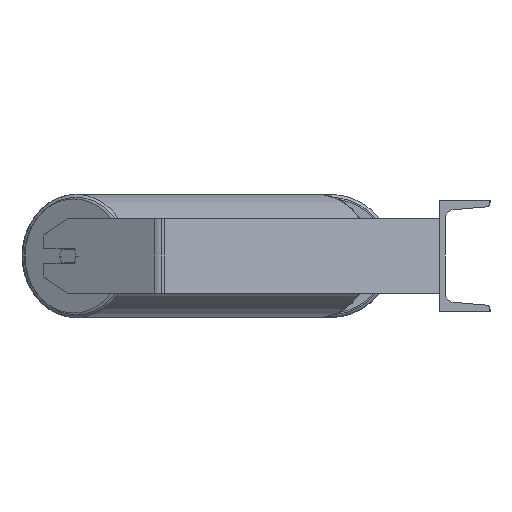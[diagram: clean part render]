
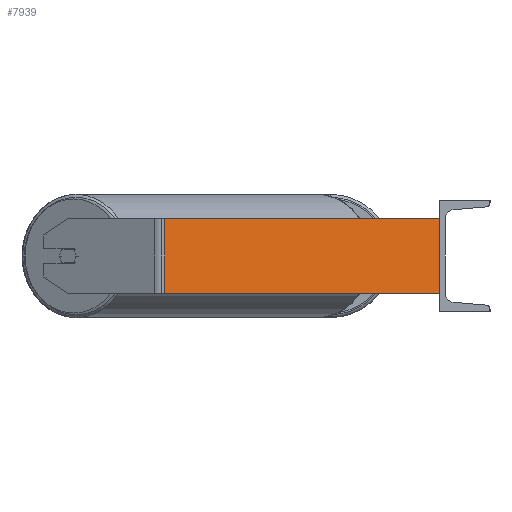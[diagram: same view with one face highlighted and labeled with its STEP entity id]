
A CAD part, left-side view. The second image highlights one B-rep face of the part: STEP entity #7939.
In plain terms, the highlighted planar face has unit normal (-0.985, -0.174, 0).
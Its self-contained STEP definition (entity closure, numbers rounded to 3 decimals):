
#459 = VERTEX_POINT ( 'NONE', #6081 ) ;
#509 = ORIENTED_EDGE ( 'NONE', *, *, #1355, .T. ) ;
#597 = CARTESIAN_POINT ( 'NONE',  ( -837.205, 296.067, 40. ) ) ;
#715 = EDGE_CURVE ( 'NONE', #5199, #1840, #1344, .T. ) ;
#806 = LINE ( 'NONE', #2844, #6969 ) ;
#1174 = EDGE_CURVE ( 'NONE', #1840, #5997, #8974, .T. ) ;
#1344 = LINE ( 'NONE', #6943, #2843 ) ;
#1355 = EDGE_CURVE ( 'NONE', #5199, #459, #7691, .T. ) ;
#1545 = CARTESIAN_POINT ( 'NONE',  ( -837.205, 296.067, 40. ) ) ;
#1840 = VERTEX_POINT ( 'NONE', #8810 ) ;
#1856 = FACE_OUTER_BOUND ( 'NONE', #2830, .T. ) ;
#2830 = EDGE_LOOP ( 'NONE', ( #3438, #3056, #4876, #509 ) ) ;
#2843 = VECTOR ( 'NONE', #6991, 1000. ) ;
#2844 = CARTESIAN_POINT ( 'NONE',  ( -838.216, 301.802, -40. ) ) ;
#3056 = ORIENTED_EDGE ( 'NONE', *, *, #1174, .F. ) ;
#3188 = PLANE ( 'NONE',  #4212 ) ;
#3438 = ORIENTED_EDGE ( 'NONE', *, *, #5761, .T. ) ;
#3473 = DIRECTION ( 'NONE',  ( 0.174, -0.985, 0. ) ) ;
#4212 = AXIS2_PLACEMENT_3D ( 'NONE', #6024, #8702, #4606 ) ;
#4606 = DIRECTION ( 'NONE',  ( -0.174, 0.985, 0. ) ) ;
#4613 = VECTOR ( 'NONE', #9057, 1000. ) ;
#4876 = ORIENTED_EDGE ( 'NONE', *, *, #715, .F. ) ;
#5199 = VERTEX_POINT ( 'NONE', #1545 ) ;
#5761 = EDGE_CURVE ( 'NONE', #459, #5997, #806, .T. ) ;
#5997 = VERTEX_POINT ( 'NONE', #8638 ) ;
#6024 = CARTESIAN_POINT ( 'NONE',  ( -838.216, 301.802, 40. ) ) ;
#6081 = CARTESIAN_POINT ( 'NONE',  ( -837.205, 296.067, -40. ) ) ;
#6943 = CARTESIAN_POINT ( 'NONE',  ( -838.216, 301.802, 40. ) ) ;
#6969 = VECTOR ( 'NONE', #3473, 1000. ) ;
#6991 = DIRECTION ( 'NONE',  ( 0.174, -0.985, 0. ) ) ;
#7691 = LINE ( 'NONE', #597, #4613 ) ;
#7748 = VECTOR ( 'NONE', #8329, 1000. ) ;
#7939 = ADVANCED_FACE ( 'NONE', ( #1856 ), #3188, .F. ) ;
#8329 = DIRECTION ( 'NONE',  ( 0., 0., -1. ) ) ;
#8638 = CARTESIAN_POINT ( 'NONE',  ( -785., 0., -40. ) ) ;
#8702 = DIRECTION ( 'NONE',  ( 0.985, 0.174, 0. ) ) ;
#8810 = CARTESIAN_POINT ( 'NONE',  ( -785., 0., 40. ) ) ;
#8974 = LINE ( 'NONE', #9060, #7748 ) ;
#9057 = DIRECTION ( 'NONE',  ( 0., 0., -1. ) ) ;
#9060 = CARTESIAN_POINT ( 'NONE',  ( -785., 0., 40. ) ) ;
